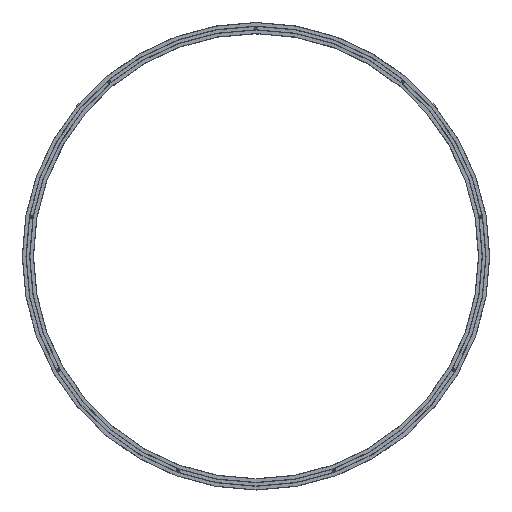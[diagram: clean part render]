
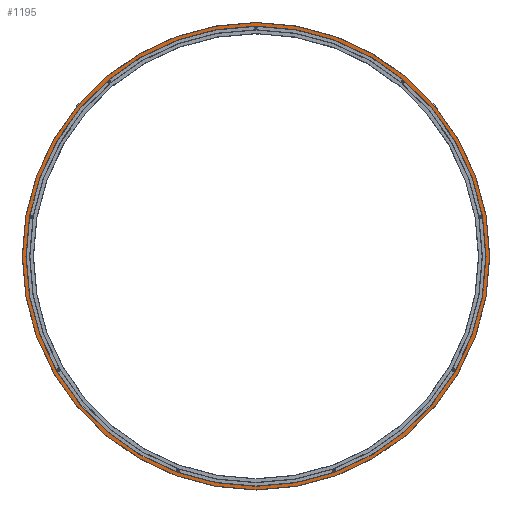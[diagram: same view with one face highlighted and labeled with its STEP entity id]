
A CAD part, top view. The second image highlights one B-rep face of the part: STEP entity #1195.
In plain terms, the highlighted planar face has unit normal (0, 0, 1).
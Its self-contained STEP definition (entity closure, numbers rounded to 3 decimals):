
#36=FACE_BOUND('',#277,.T.);
#97=PLANE('',#1393);
#176=FACE_OUTER_BOUND('',#276,.T.);
#276=EDGE_LOOP('',(#1093));
#277=EDGE_LOOP('',(#1094));
#345=CIRCLE('',#1345,724.5);
#372=CIRCLE('',#1391,713.5);
#587=VERTEX_POINT('',#2103);
#602=VERTEX_POINT('',#2169);
#734=EDGE_CURVE('',#587,#587,#345,.T.);
#765=EDGE_CURVE('',#602,#602,#372,.T.);
#1093=ORIENTED_EDGE('',*,*,#734,.F.);
#1094=ORIENTED_EDGE('',*,*,#765,.T.);
#1195=ADVANCED_FACE('',(#176,#36),#97,.T.);
#1345=AXIS2_PLACEMENT_3D('',#2105,#1708,#1709);
#1391=AXIS2_PLACEMENT_3D('',#2170,#1804,#1805);
#1393=AXIS2_PLACEMENT_3D('',#2172,#1808,#1809);
#1708=DIRECTION('center_axis',(0.,0.,-1.));
#1709=DIRECTION('ref_axis',(1.,0.,0.));
#1804=DIRECTION('center_axis',(0.,0.,-1.));
#1805=DIRECTION('ref_axis',(1.,0.,0.));
#1808=DIRECTION('center_axis',(0.,0.,1.));
#1809=DIRECTION('ref_axis',(1.,0.,0.));
#2103=CARTESIAN_POINT('',(724.5,0.,35.));
#2105=CARTESIAN_POINT('Origin',(0.,0.,35.));
#2169=CARTESIAN_POINT('',(713.5,0.,35.));
#2170=CARTESIAN_POINT('Origin',(0.,0.,35.));
#2172=CARTESIAN_POINT('Origin',(-724.5,0.,35.));
